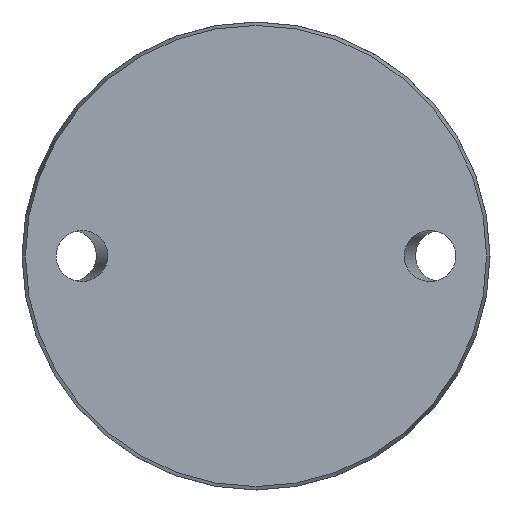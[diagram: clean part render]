
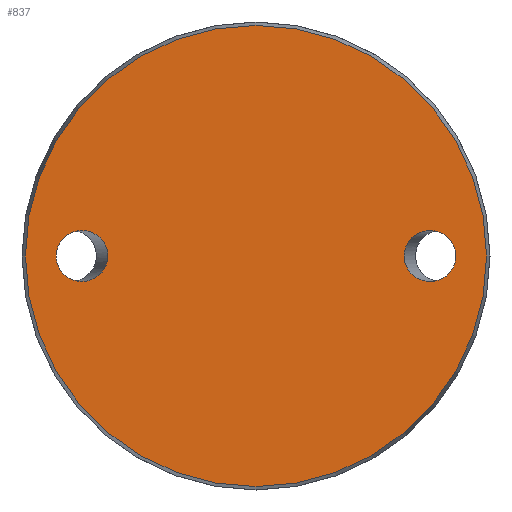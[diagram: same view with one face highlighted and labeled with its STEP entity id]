
A CAD part, front view. The second image highlights one B-rep face of the part: STEP entity #837.
In plain terms, the highlighted planar face has unit normal (0, -1, 0).
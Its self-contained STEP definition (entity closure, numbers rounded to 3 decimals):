
#68 = FACE_OUTER_BOUND ( 'NONE', #425, .T. ) ;
#101 = CARTESIAN_POINT ( 'NONE',  ( 33.309, 0., 8.5 ) ) ;
#121 = CARTESIAN_POINT ( 'NONE',  ( 0., 0., -38.425 ) ) ;
#143 =( BOUNDED_CURVE ( )  B_SPLINE_CURVE ( 3, ( #610, #827, #539, #168, #834, #672, #243 ),
 .UNSPECIFIED., .T., .F. ) 
 B_SPLINE_CURVE_WITH_KNOTS ( ( 4, 3, 4 ),
 ( 0., 3.142, 6.283 ),
 .UNSPECIFIED. ) 
 CURVE ( )  GEOMETRIC_REPRESENTATION_ITEM ( )  RATIONAL_B_SPLINE_CURVE ( ( 1., 0.333, 0.333, 1., 0.333, 0.333, 1. ) ) 
 REPRESENTATION_ITEM ( '' )  );
#145 = CARTESIAN_POINT ( 'NONE',  ( -38.425, 0., 0. ) ) ;
#155 = FACE_BOUND ( 'NONE', #890, .T. ) ;
#168 = CARTESIAN_POINT ( 'NONE',  ( -24.691, 0., 0. ) ) ;
#178 = CARTESIAN_POINT ( 'NONE',  ( 24.691, 0., 0. ) ) ;
#195 = EDGE_CURVE ( 'NONE', #856, #856, #143, .T. ) ;
#231 = EDGE_CURVE ( 'NONE', #629, #629, #797, .T. ) ;
#232 = ORIENTED_EDGE ( 'NONE', *, *, #195, .T. ) ;
#243 = CARTESIAN_POINT ( 'NONE',  ( -33.309, 0., 0. ) ) ;
#271 = CARTESIAN_POINT ( 'NONE',  ( 24.691, 0., 0. ) ) ;
#277 = EDGE_LOOP ( 'NONE', ( #232 ) ) ;
#314 = DIRECTION ( 'NONE',  ( 0., -1., 0. ) ) ;
#333 = CARTESIAN_POINT ( 'NONE',  ( 33.309, 0., 0. ) ) ;
#409 = CARTESIAN_POINT ( 'NONE',  ( -33.309, 0., 0. ) ) ;
#425 = EDGE_LOOP ( 'NONE', ( #513 ) ) ;
#473 = EDGE_CURVE ( 'NONE', #937, #937, #691, .T. ) ;
#513 = ORIENTED_EDGE ( 'NONE', *, *, #231, .T. ) ;
#522 = DIRECTION ( 'NONE',  ( 0., 1., 0. ) ) ;
#539 = CARTESIAN_POINT ( 'NONE',  ( -24.691, 0., 8.5 ) ) ;
#543 = CARTESIAN_POINT ( 'NONE',  ( 0., 0., 0. ) ) ;
#574 = AXIS2_PLACEMENT_3D ( 'NONE', #543, #314, #595 ) ;
#583 = FACE_BOUND ( 'NONE', #277, .T. ) ;
#595 = DIRECTION ( 'NONE',  ( 0., 0., -1. ) ) ;
#610 = CARTESIAN_POINT ( 'NONE',  ( -33.309, 0., 0. ) ) ;
#613 = CARTESIAN_POINT ( 'NONE',  ( 24.691, 0., 8.5 ) ) ;
#629 = VERTEX_POINT ( 'NONE', #121 ) ;
#651 = PLANE ( 'NONE',  #777 ) ;
#672 = CARTESIAN_POINT ( 'NONE',  ( -33.309, 0., -8.5 ) ) ;
#691 =( BOUNDED_CURVE ( )  B_SPLINE_CURVE ( 3, ( #836, #772, #912, #333, #101, #613, #178 ),
 .UNSPECIFIED., .T., .T. ) 
 B_SPLINE_CURVE_WITH_KNOTS ( ( 4, 3, 4 ),
 ( 0., 3.142, 6.283 ),
 .UNSPECIFIED. ) 
 CURVE ( )  GEOMETRIC_REPRESENTATION_ITEM ( )  RATIONAL_B_SPLINE_CURVE ( ( 1., 0.333, 0.333, 1., 0.333, 0.333, 1. ) ) 
 REPRESENTATION_ITEM ( '' )  );
#772 = CARTESIAN_POINT ( 'NONE',  ( 24.691, 0., -8.5 ) ) ;
#777 = AXIS2_PLACEMENT_3D ( 'NONE', #145, #522, #885 ) ;
#797 = CIRCLE ( 'NONE', #574, 38.425 ) ;
#827 = CARTESIAN_POINT ( 'NONE',  ( -33.309, 0., 8.5 ) ) ;
#834 = CARTESIAN_POINT ( 'NONE',  ( -24.691, 0., -8.5 ) ) ;
#836 = CARTESIAN_POINT ( 'NONE',  ( 24.691, 0., 0. ) ) ;
#837 = ADVANCED_FACE ( 'NONE', ( #583, #155, #68 ), #651, .F. ) ;
#856 = VERTEX_POINT ( 'NONE', #409 ) ;
#868 = ORIENTED_EDGE ( 'NONE', *, *, #473, .F. ) ;
#885 = DIRECTION ( 'NONE',  ( 0., 0., 1. ) ) ;
#890 = EDGE_LOOP ( 'NONE', ( #868 ) ) ;
#912 = CARTESIAN_POINT ( 'NONE',  ( 33.309, 0., -8.5 ) ) ;
#937 = VERTEX_POINT ( 'NONE', #271 ) ;
